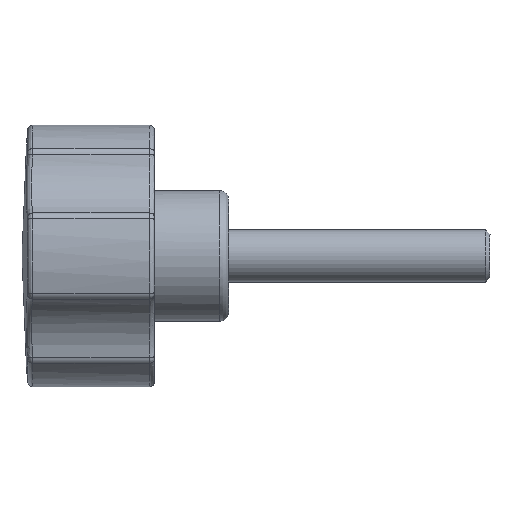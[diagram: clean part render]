
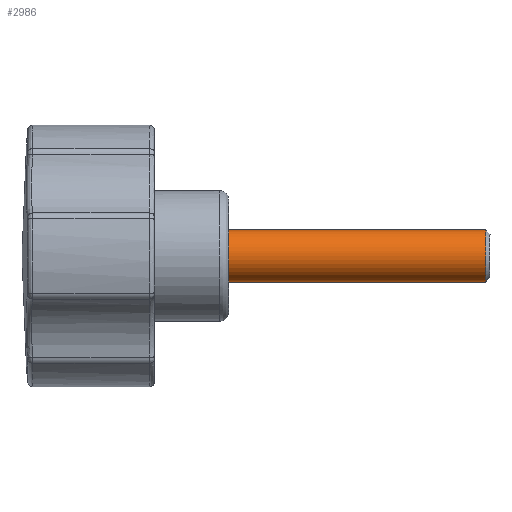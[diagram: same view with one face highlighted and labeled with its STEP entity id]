
A CAD part, front view. The second image highlights one B-rep face of the part: STEP entity #2986.
In plain terms, the highlighted free-form (B-spline) face has degree [2, 1] with [9, 2] control points.
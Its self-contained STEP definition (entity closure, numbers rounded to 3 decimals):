
#907 = EDGE_CURVE('',#908,#908,#910,.T.);
#908 = VERTEX_POINT('',#909);
#909 = CARTESIAN_POINT('',(28.679,-3.741,
    0.));
#910 = ( BOUNDED_CURVE() B_SPLINE_CURVE(2,(#911,#912,#913,#914,#915,#916
,#917),.UNSPECIFIED.,.T.,.F.) B_SPLINE_CURVE_WITH_KNOTS((3,2,2,3),(
    4.712,6.807,8.901,10.996),
.PIECEWISE_BEZIER_KNOTS.) CURVE() GEOMETRIC_REPRESENTATION_ITEM() 
RATIONAL_B_SPLINE_CURVE((1.,0.5,1.,0.5,1.,0.5,1.)) REPRESENTATION_ITEM(
  '') );
#911 = CARTESIAN_POINT('',(28.679,-3.741,
    0.));
#912 = CARTESIAN_POINT('',(28.679,-3.741,
    -6.479));
#913 = CARTESIAN_POINT('',(28.679,1.87,
    -3.24));
#914 = CARTESIAN_POINT('',(28.679,7.482,
    0.));
#915 = CARTESIAN_POINT('',(28.679,1.87,3.24
    ));
#916 = CARTESIAN_POINT('',(28.679,-3.741,
    6.479));
#917 = CARTESIAN_POINT('',(28.679,-3.741,
    0.));
#2986 = ADVANCED_FACE('',(#2987),#3008,.T.);
#2987 = FACE_BOUND('',#2988,.T.);
#2988 = EDGE_LOOP('',(#2989,#3001,#3006,#3007));
#2989 = ORIENTED_EDGE('',*,*,#2990,.F.);
#2990 = EDGE_CURVE('',#2991,#2991,#2993,.T.);
#2991 = VERTEX_POINT('',#2992);
#2992 = CARTESIAN_POINT('',(65.464,-3.741,
    0.));
#2993 = ( BOUNDED_CURVE() B_SPLINE_CURVE(2,(#2994,#2995,#2996,#2997,
#2998,#2999,#3000),.UNSPECIFIED.,.T.,.F.) B_SPLINE_CURVE_WITH_KNOTS((3,2
    ,2,3),(4.712,6.807,8.901,10.996)
,.PIECEWISE_BEZIER_KNOTS.) CURVE() GEOMETRIC_REPRESENTATION_ITEM() 
RATIONAL_B_SPLINE_CURVE((1.,0.5,1.,0.5,1.,0.5,1.)) REPRESENTATION_ITEM(
  '') );
#2994 = CARTESIAN_POINT('',(65.464,-3.741,
    0.));
#2995 = CARTESIAN_POINT('',(65.464,-3.741,
    -6.479));
#2996 = CARTESIAN_POINT('',(65.464,1.87,
    -3.24));
#2997 = CARTESIAN_POINT('',(65.464,7.482,
    0.));
#2998 = CARTESIAN_POINT('',(65.464,1.87,
    3.24));
#2999 = CARTESIAN_POINT('',(65.464,-3.741,
    6.479));
#3000 = CARTESIAN_POINT('',(65.464,-3.741,
    0.));
#3001 = ORIENTED_EDGE('',*,*,#3002,.T.);
#3002 = EDGE_CURVE('',#2991,#908,#3003,.T.);
#3003 = B_SPLINE_CURVE_WITH_KNOTS('',1,(#3004,#3005),.UNSPECIFIED.,.F.,
  .F.,(2,2),(-14.75,14.75),.PIECEWISE_BEZIER_KNOTS.);
#3004 = CARTESIAN_POINT('',(65.464,-3.741,
    0.));
#3005 = CARTESIAN_POINT('',(28.679,-3.741,
    0.));
#3006 = ORIENTED_EDGE('',*,*,#907,.T.);
#3007 = ORIENTED_EDGE('',*,*,#3002,.F.);
#3008 = ( BOUNDED_SURFACE() B_SPLINE_SURFACE(2,1,(
    (#3009,#3010)
    ,(#3011,#3012)
    ,(#3013,#3014)
    ,(#3015,#3016)
    ,(#3017,#3018)
    ,(#3019,#3020)
    ,(#3021,#3022)
    ,(#3023,#3024)
    ,(#3025,#3026
)),.UNSPECIFIED.,.T.,.F.,.F.) B_SPLINE_SURFACE_WITH_KNOTS((3,2,2,2,3),(2
    ,2),(-3.142,-2.094,0.,2.094,3.142)
,(-14.75,14.75),.UNSPECIFIED.) GEOMETRIC_REPRESENTATION_ITEM() 
RATIONAL_B_SPLINE_SURFACE((
    (0.75,0.75)
    ,(0.75,0.75)
    ,(1.,1.)
    ,(0.5,0.5)
    ,(1.,1.)
    ,(0.5,0.5)
    ,(1.,1.)
    ,(0.75,0.75)
,(0.75,0.75))) REPRESENTATION_ITEM('') SURFACE() );
#3009 = CARTESIAN_POINT('',(28.679,-3.741,0.));
#3010 = CARTESIAN_POINT('',(65.464,-3.741,0.));
#3011 = CARTESIAN_POINT('',(28.679,-3.741,
    -2.16));
#3012 = CARTESIAN_POINT('',(65.464,-3.741,
    -2.16));
#3013 = CARTESIAN_POINT('',(28.679,-1.87,
    -3.24));
#3014 = CARTESIAN_POINT('',(65.464,-1.87,
    -3.24));
#3015 = CARTESIAN_POINT('',(28.679,3.741,
    -6.479));
#3016 = CARTESIAN_POINT('',(65.464,3.741,
    -6.479));
#3017 = CARTESIAN_POINT('',(28.679,3.741,0.));
#3018 = CARTESIAN_POINT('',(65.464,3.741,0.));
#3019 = CARTESIAN_POINT('',(28.679,3.741,
    6.479));
#3020 = CARTESIAN_POINT('',(65.464,3.741,
    6.479));
#3021 = CARTESIAN_POINT('',(28.679,-1.87,
    3.24));
#3022 = CARTESIAN_POINT('',(65.464,-1.87,
    3.24));
#3023 = CARTESIAN_POINT('',(28.679,-3.741,
    2.16));
#3024 = CARTESIAN_POINT('',(65.464,-3.741,
    2.16));
#3025 = CARTESIAN_POINT('',(28.679,-3.741,0.));
#3026 = CARTESIAN_POINT('',(65.464,-3.741,0.));
